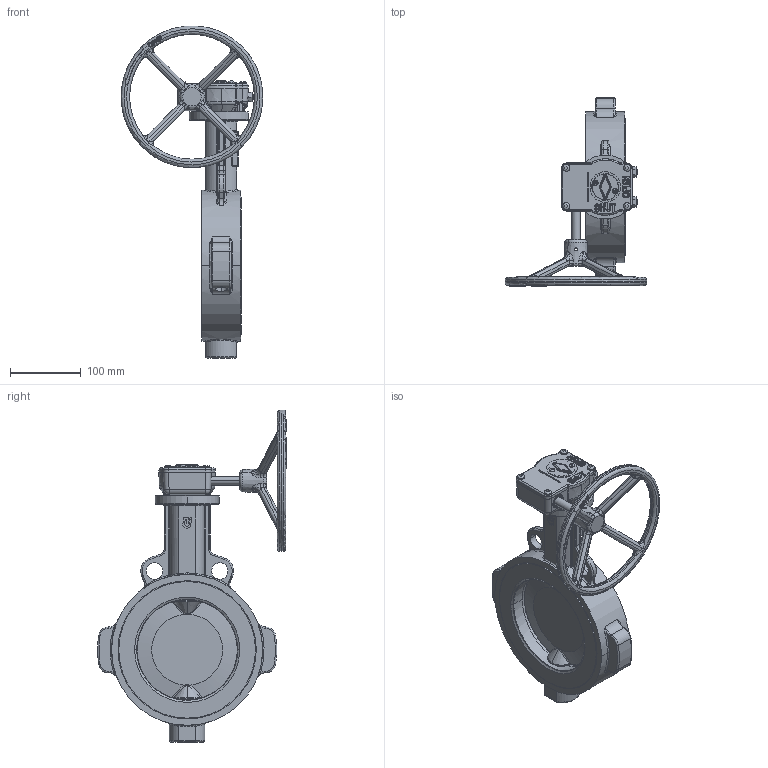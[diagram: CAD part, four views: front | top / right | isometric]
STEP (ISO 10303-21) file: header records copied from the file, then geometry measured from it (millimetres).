
FILE_DESCRIPTION(('HOOPS Exchange Step'),'2;1');
FILE_NAME('AK09_DN150_PN10-16_ansi150_jis10k_Handgetriebe.stp','2025-10-06T11:14:17+02:00',('nieru'),('Unknown organisation'),'HOOPS Exchange 2024.2','HOOPS Exchange','Unknown authorisation');
FILE_SCHEMA( ('AP203_CONFIGURATION_CONTROLLED_3D_DESIGN_OF_MECHANICAL_PARTS_AND_ASSEMBLIES_MIM_LF') );
Length unit declared in the file: millimetre
Products named in the file (3): 0; root
Assembly tree (2 placements, depth 3):
  root
    0
      0
Bounding box: 199.74 x 266.31 x 468.29 mm (x, y, z)
Volume: 2011890.5 mm3; surface area: 350875.2 mm2
Topology: 3 solids, 23 shells, 2198 faces, 5626 edges, 3401 vertices
Faces by surface type: cylinder 546, bspline 469, plane 443, torus 315, cone 311, sphere 114
Entity records: 180869 total; most frequent: CARTESIAN_POINT 135531, ORIENTED_EDGE 10992, DIRECTION 6711, EDGE_CURVE 5496, VERTEX_POINT 3403, B_SPLINE_CURVE_WITH_KNOTS 2980, AXIS2_PLACEMENT_3D 2805, EDGE_LOOP 2311
